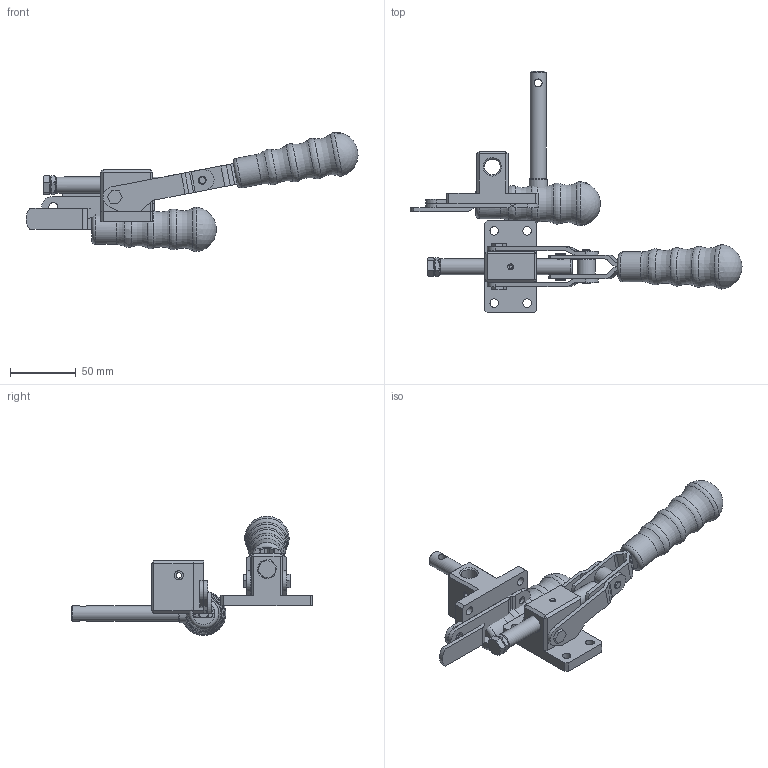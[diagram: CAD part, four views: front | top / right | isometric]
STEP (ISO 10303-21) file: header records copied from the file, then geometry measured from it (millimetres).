
FILE_DESCRIPTION( ( 'Unknown' ), '1' );
FILE_NAME( '382_UPINKA.stp', 'Unknown', ( 'Unknown' ), ( 'Unknown' ), 'PSStep 14.0', 'Unknown', ' ' );
FILE_SCHEMA( ( 'AUTOMOTIVE_DESIGN { 1 0 10303 214 1 1 1 1 }' ) );
Length unit declared in the file: millimetre
Products named in the file (14): Assem1; 382001_TELO; 382005_PIST; 382002_UPINACI PAKA L; 382003_UPINACI PAKA P; 382004_OVLADACI PAKA; 382004_OVLADACI PAKA-oa0; 382006_CEP; 350007_SROUB D7-M5; 350007_SROUB D7-M5-oa1; 940003_RUKOJET 16x6; 720820_NYT 6x20; 800005_MATICE M8_DIN4398; 800078_SROUB M8x25-CSN ISO 4017
Bounding box: 252.92 x 184.17 x 90.88 mm (x, y, z)
Volume: 249143 mm3; surface area: 98804.7 mm2
Topology: 26 solids, 26 shells, 584 faces, 1346 edges, 840 vertices
Faces by surface type: plane 250, cylinder 158, cone 118, torus 54, sphere 2, bspline 2
Full cylindrical faces by diameter (mm): 2.5 x2, 4.134 x4, 5 x6, 6 x20, 6.5 x8, 6.647 x10, 7 x12, 8 x38, 11.63 x2, 12 x4, 14 x2, 22.877 x2
Entity records: 9947 total; most frequent: CARTESIAN_POINT 1439, DIRECTION 1312, ORIENTED_EDGE 1000, AXIS2_PLACEMENT_3D 536, EDGE_CURVE 500, EDGE_LOOP 480, VERTEX_POINT 389, FACE_OUTER_BOUND 375
